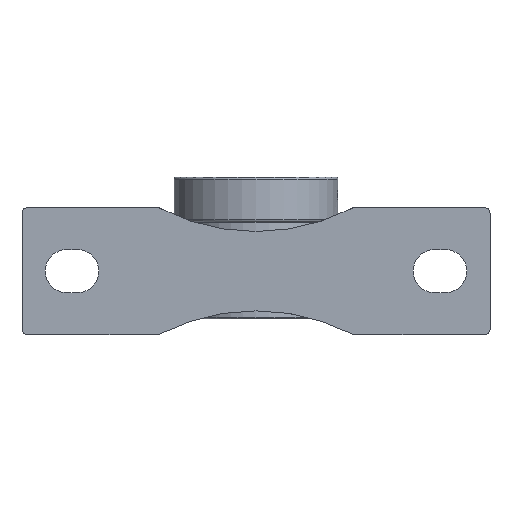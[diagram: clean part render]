
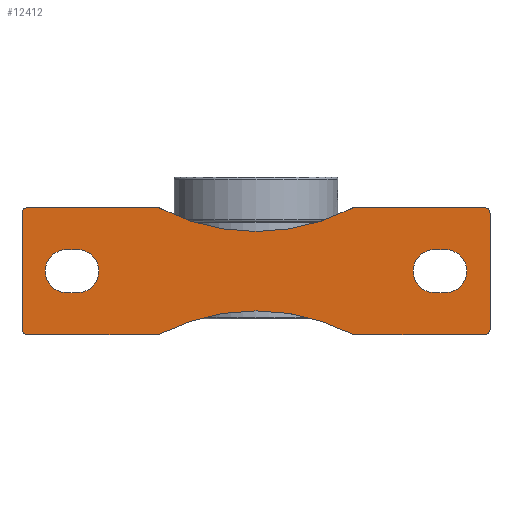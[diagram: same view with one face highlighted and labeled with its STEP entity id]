
A CAD part, front view. The second image highlights one B-rep face of the part: STEP entity #12412.
In plain terms, the highlighted face is planar.
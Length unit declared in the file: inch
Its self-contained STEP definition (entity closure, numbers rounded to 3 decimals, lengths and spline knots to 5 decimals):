
#11689=CARTESIAN_POINT('',(-1.16142,-1.80577,0.));
#11690=VERTEX_POINT('',#11689);
#11697=CARTESIAN_POINT('',(-1.16142,-4.1815,0.));
#11698=VERTEX_POINT('',#11697);
#11699=CARTESIAN_POINT('',(-1.16142,-4.24213,0.));
#11700=DIRECTION('',(-0.,1.,-0.));
#11701=VECTOR('',#11700,0.93532);
#11702=LINE('',#11699,#11701);
#11703=EDGE_CURVE('',#11698,#11690,#11702,.T.);
#11842=CARTESIAN_POINT('',(1.06142,4.2815,-0.));
#11843=VERTEX_POINT('',#11842);
#11850=CARTESIAN_POINT('',(-1.06142,4.2815,-0.));
#11851=VERTEX_POINT('',#11850);
#11852=CARTESIAN_POINT('',(-0.41788,4.2815,-0.));
#11853=DIRECTION('',(1.,0.,0.));
#11854=VECTOR('',#11853,0.83576);
#11855=LINE('',#11852,#11854);
#11856=EDGE_CURVE('',#11851,#11843,#11855,.T.);
#11873=CARTESIAN_POINT('',(1.16142,4.1815,-0.));
#11874=VERTEX_POINT('',#11873);
#11881=CARTESIAN_POINT('',(1.06142,4.1815,-0.));
#11882=DIRECTION('',(0.,0.,1.));
#11883=DIRECTION('',(0.707,0.707,-0.));
#11884=AXIS2_PLACEMENT_3D('',#11881,#11882,#11883);
#11885=CIRCLE('',#11884,0.1);
#11886=EDGE_CURVE('',#11874,#11843,#11885,.T.);
#11908=CARTESIAN_POINT('',(1.16142,1.80577,-0.));
#11909=VERTEX_POINT('',#11908);
#11916=CARTESIAN_POINT('',(1.16142,4.24213,-0.));
#11917=DIRECTION('',(0.,-1.,0.));
#11918=VECTOR('',#11917,0.93532);
#11919=LINE('',#11916,#11918);
#11920=EDGE_CURVE('',#11874,#11909,#11919,.T.);
#12194=CARTESIAN_POINT('',(1.06142,-4.2815,0.));
#12195=VERTEX_POINT('',#12194);
#12202=CARTESIAN_POINT('',(1.16142,-4.1815,0.));
#12203=VERTEX_POINT('',#12202);
#12204=CARTESIAN_POINT('',(1.06142,-4.1815,0.));
#12205=DIRECTION('',(-0.,0.,1.));
#12206=DIRECTION('',(0.707,-0.707,0.));
#12207=AXIS2_PLACEMENT_3D('',#12204,#12205,#12206);
#12208=CIRCLE('',#12207,0.1);
#12209=EDGE_CURVE('',#12195,#12203,#12208,.T.);
#12220=CARTESIAN_POINT('',(0.51992,-2.22378,0.));
#12221=DIRECTION('',(-0.,0.,1.));
#12222=DIRECTION('',(1.,0.,0.));
#12223=AXIS2_PLACEMENT_3D('',#12220,#12221,#12222);
#12224=PLANE('',#12223);
#12225=ORIENTED_EDGE('',*,*,#11886,.F.);
#12226=ORIENTED_EDGE('',*,*,#11920,.T.);
#12227=CARTESIAN_POINT('',(1.15043,1.7602,-0.));
#12228=VERTEX_POINT('',#12227);
#12229=CARTESIAN_POINT('',(1.06142,1.80577,-0.));
#12230=DIRECTION('',(0.,0.,1.));
#12231=DIRECTION('',(0.972,-0.234,0.));
#12232=AXIS2_PLACEMENT_3D('',#12229,#12230,#12231);
#12233=CIRCLE('',#12232,0.1);
#12234=EDGE_CURVE('',#12228,#11909,#12233,.T.);
#12235=ORIENTED_EDGE('',*,*,#12234,.F.);
#12236=CARTESIAN_POINT('',(0.726,0.,-0.));
#12237=VERTEX_POINT('',#12236);
#12238=CARTESIAN_POINT('',(4.58818,0.,0.));
#12239=DIRECTION('',(-0.,0.,1.));
#12240=DIRECTION('',(1.,0.,0.));
#12241=AXIS2_PLACEMENT_3D('',#12238,#12239,#12240);
#12242=CIRCLE('',#12241,3.86218);
#12243=EDGE_CURVE('',#12228,#12237,#12242,.T.);
#12244=ORIENTED_EDGE('',*,*,#12243,.T.);
#12245=CARTESIAN_POINT('',(1.15043,-1.7602,0.));
#12246=VERTEX_POINT('',#12245);
#12247=CARTESIAN_POINT('',(4.58818,0.,0.));
#12248=DIRECTION('',(-0.,0.,1.));
#12249=DIRECTION('',(1.,0.,0.));
#12250=AXIS2_PLACEMENT_3D('',#12247,#12248,#12249);
#12251=CIRCLE('',#12250,3.86218);
#12252=EDGE_CURVE('',#12237,#12246,#12251,.T.);
#12253=ORIENTED_EDGE('',*,*,#12252,.T.);
#12254=CARTESIAN_POINT('',(1.16142,-1.80577,0.));
#12255=VERTEX_POINT('',#12254);
#12256=CARTESIAN_POINT('',(1.06142,-1.80577,0.));
#12257=DIRECTION('',(0.,0.,1.));
#12258=DIRECTION('',(0.972,0.234,-0.));
#12259=AXIS2_PLACEMENT_3D('',#12256,#12257,#12258);
#12260=CIRCLE('',#12259,0.1);
#12261=EDGE_CURVE('',#12255,#12246,#12260,.T.);
#12262=ORIENTED_EDGE('',*,*,#12261,.F.);
#12263=CARTESIAN_POINT('',(1.16142,-4.24213,0.));
#12264=DIRECTION('',(-0.,1.,-0.));
#12265=VECTOR('',#12264,0.93532);
#12266=LINE('',#12263,#12265);
#12267=EDGE_CURVE('',#12203,#12255,#12266,.T.);
#12268=ORIENTED_EDGE('',*,*,#12267,.F.);
#12269=ORIENTED_EDGE('',*,*,#12209,.F.);
#12270=CARTESIAN_POINT('',(-1.06142,-4.2815,0.));
#12271=VERTEX_POINT('',#12270);
#12272=CARTESIAN_POINT('',(-0.41788,-4.2815,0.));
#12273=DIRECTION('',(1.,0.,0.));
#12274=VECTOR('',#12273,0.83576);
#12275=LINE('',#12272,#12274);
#12276=EDGE_CURVE('',#12271,#12195,#12275,.T.);
#12277=ORIENTED_EDGE('',*,*,#12276,.F.);
#12278=CARTESIAN_POINT('',(-1.06142,-4.1815,0.));
#12279=DIRECTION('',(0.,0.,1.));
#12280=DIRECTION('',(-0.707,-0.707,0.));
#12281=AXIS2_PLACEMENT_3D('',#12278,#12279,#12280);
#12282=CIRCLE('',#12281,0.1);
#12283=EDGE_CURVE('',#11698,#12271,#12282,.T.);
#12284=ORIENTED_EDGE('',*,*,#12283,.F.);
#12285=ORIENTED_EDGE('',*,*,#11703,.T.);
#12286=CARTESIAN_POINT('',(-1.15043,-1.7602,0.));
#12287=VERTEX_POINT('',#12286);
#12288=CARTESIAN_POINT('',(-1.06142,-1.80577,0.));
#12289=DIRECTION('',(0.,0.,1.));
#12290=DIRECTION('',(-0.972,0.234,-0.));
#12291=AXIS2_PLACEMENT_3D('',#12288,#12289,#12290);
#12292=CIRCLE('',#12291,0.1);
#12293=EDGE_CURVE('',#12287,#11690,#12292,.T.);
#12294=ORIENTED_EDGE('',*,*,#12293,.F.);
#12295=CARTESIAN_POINT('',(-0.726,-0.,0.));
#12296=VERTEX_POINT('',#12295);
#12297=CARTESIAN_POINT('',(-4.58818,0.,0.));
#12298=DIRECTION('',(0.,-0.,-1.));
#12299=DIRECTION('',(-1.,-0.,0.));
#12300=AXIS2_PLACEMENT_3D('',#12297,#12298,#12299);
#12301=CIRCLE('',#12300,3.86218);
#12302=EDGE_CURVE('',#12296,#12287,#12301,.T.);
#12303=ORIENTED_EDGE('',*,*,#12302,.F.);
#12304=CARTESIAN_POINT('',(-1.15043,1.7602,-0.));
#12305=VERTEX_POINT('',#12304);
#12306=CARTESIAN_POINT('',(-4.58818,0.,0.));
#12307=DIRECTION('',(0.,-0.,-1.));
#12308=DIRECTION('',(-1.,-0.,0.));
#12309=AXIS2_PLACEMENT_3D('',#12306,#12307,#12308);
#12310=CIRCLE('',#12309,3.86218);
#12311=EDGE_CURVE('',#12305,#12296,#12310,.T.);
#12312=ORIENTED_EDGE('',*,*,#12311,.F.);
#12313=CARTESIAN_POINT('',(-1.16142,1.80577,-0.));
#12314=VERTEX_POINT('',#12313);
#12315=CARTESIAN_POINT('',(-1.06142,1.80577,-0.));
#12316=DIRECTION('',(0.,0.,1.));
#12317=DIRECTION('',(-0.972,-0.234,0.));
#12318=AXIS2_PLACEMENT_3D('',#12315,#12316,#12317);
#12319=CIRCLE('',#12318,0.1);
#12320=EDGE_CURVE('',#12314,#12305,#12319,.T.);
#12321=ORIENTED_EDGE('',*,*,#12320,.F.);
#12322=CARTESIAN_POINT('',(-1.16142,4.1815,-0.));
#12323=VERTEX_POINT('',#12322);
#12324=CARTESIAN_POINT('',(-1.16142,4.24213,-0.));
#12325=DIRECTION('',(0.,-1.,0.));
#12326=VECTOR('',#12325,0.93532);
#12327=LINE('',#12324,#12326);
#12328=EDGE_CURVE('',#12323,#12314,#12327,.T.);
#12329=ORIENTED_EDGE('',*,*,#12328,.F.);
#12330=CARTESIAN_POINT('',(-1.06142,4.1815,-0.));
#12331=DIRECTION('',(-0.,0.,1.));
#12332=DIRECTION('',(-0.707,0.707,-0.));
#12333=AXIS2_PLACEMENT_3D('',#12330,#12331,#12332);
#12334=CIRCLE('',#12333,0.1);
#12335=EDGE_CURVE('',#11851,#12323,#12334,.T.);
#12336=ORIENTED_EDGE('',*,*,#12335,.F.);
#12337=ORIENTED_EDGE('',*,*,#11856,.T.);
#12338=EDGE_LOOP('',(#12225,#12226,#12235,#12244,#12253,#12262,#12268,#12269,#12277,#12284,#12285,#12294,#12303,#12312,#12321,#12329,#12336,#12337));
#12339=FACE_BOUND('',#12338,.T.);
#12340=CARTESIAN_POINT('',(0.3937,3.46457,-0.));
#12341=VERTEX_POINT('',#12340);
#12342=CARTESIAN_POINT('',(-0.3937,3.46457,-0.));
#12343=VERTEX_POINT('',#12342);
#12344=CARTESIAN_POINT('',(0.,3.46457,-0.));
#12345=DIRECTION('',(-0.,0.,1.));
#12346=DIRECTION('',(-1.,-0.,0.));
#12347=AXIS2_PLACEMENT_3D('',#12344,#12345,#12346);
#12348=CIRCLE('',#12347,0.3937);
#12349=EDGE_CURVE('',#12341,#12343,#12348,.T.);
#12350=ORIENTED_EDGE('',*,*,#12349,.T.);
#12351=CARTESIAN_POINT('',(-0.3937,3.26772,-0.));
#12352=VERTEX_POINT('',#12351);
#12353=CARTESIAN_POINT('',(-0.3937,1.71031,-0.));
#12354=DIRECTION('',(0.,-1.,0.));
#12355=VECTOR('',#12354,0.0775);
#12356=LINE('',#12353,#12355);
#12357=EDGE_CURVE('',#12343,#12352,#12356,.T.);
#12358=ORIENTED_EDGE('',*,*,#12357,.T.);
#12359=CARTESIAN_POINT('',(0.3937,3.26772,-0.));
#12360=VERTEX_POINT('',#12359);
#12361=CARTESIAN_POINT('',(0.,3.26772,-0.));
#12362=DIRECTION('',(-0.,0.,1.));
#12363=DIRECTION('',(-1.,-0.,0.));
#12364=AXIS2_PLACEMENT_3D('',#12361,#12362,#12363);
#12365=CIRCLE('',#12364,0.3937);
#12366=EDGE_CURVE('',#12352,#12360,#12365,.T.);
#12367=ORIENTED_EDGE('',*,*,#12366,.T.);
#12368=CARTESIAN_POINT('',(0.3937,1.63281,-0.));
#12369=DIRECTION('',(-0.,1.,-0.));
#12370=VECTOR('',#12369,0.0775);
#12371=LINE('',#12368,#12370);
#12372=EDGE_CURVE('',#12360,#12341,#12371,.T.);
#12373=ORIENTED_EDGE('',*,*,#12372,.T.);
#12374=EDGE_LOOP('',(#12350,#12358,#12367,#12373));
#12375=FACE_BOUND('',#12374,.T.);
#12376=CARTESIAN_POINT('',(0.3937,-3.26772,0.));
#12377=VERTEX_POINT('',#12376);
#12378=CARTESIAN_POINT('',(-0.3937,-3.26772,0.));
#12379=VERTEX_POINT('',#12378);
#12380=CARTESIAN_POINT('',(-0.,-3.26772,0.));
#12381=DIRECTION('',(-0.,0.,1.));
#12382=DIRECTION('',(1.,0.,0.));
#12383=AXIS2_PLACEMENT_3D('',#12380,#12381,#12382);
#12384=CIRCLE('',#12383,0.3937);
#12385=EDGE_CURVE('',#12377,#12379,#12384,.T.);
#12386=ORIENTED_EDGE('',*,*,#12385,.T.);
#12387=CARTESIAN_POINT('',(-0.3937,-3.46457,0.));
#12388=VERTEX_POINT('',#12387);
#12389=CARTESIAN_POINT('',(-0.3937,-2.98109,0.));
#12390=DIRECTION('',(0.,-1.,0.));
#12391=VECTOR('',#12390,0.0775);
#12392=LINE('',#12389,#12391);
#12393=EDGE_CURVE('',#12379,#12388,#12392,.T.);
#12394=ORIENTED_EDGE('',*,*,#12393,.T.);
#12395=CARTESIAN_POINT('',(0.3937,-3.46457,0.));
#12396=VERTEX_POINT('',#12395);
#12397=CARTESIAN_POINT('',(0.,-3.46457,0.));
#12398=DIRECTION('',(-0.,0.,1.));
#12399=DIRECTION('',(-1.,-0.,0.));
#12400=AXIS2_PLACEMENT_3D('',#12397,#12398,#12399);
#12401=CIRCLE('',#12400,0.3937);
#12402=EDGE_CURVE('',#12388,#12396,#12401,.T.);
#12403=ORIENTED_EDGE('',*,*,#12402,.T.);
#12404=CARTESIAN_POINT('',(0.3937,-3.05859,0.));
#12405=DIRECTION('',(-0.,1.,-0.));
#12406=VECTOR('',#12405,0.0775);
#12407=LINE('',#12404,#12406);
#12408=EDGE_CURVE('',#12396,#12377,#12407,.T.);
#12409=ORIENTED_EDGE('',*,*,#12408,.T.);
#12410=EDGE_LOOP('',(#12386,#12394,#12403,#12409));
#12411=FACE_BOUND('',#12410,.T.);
#12412=ADVANCED_FACE('',(#12339,#12375,#12411),#12224,.F.);
